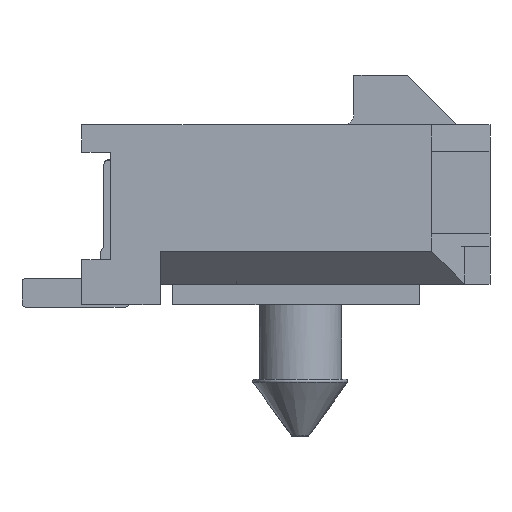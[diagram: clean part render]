
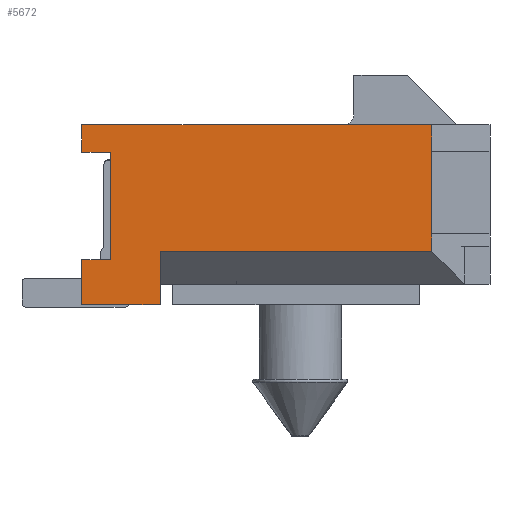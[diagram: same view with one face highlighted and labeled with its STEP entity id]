
A CAD part, left-side view. The second image highlights one B-rep face of the part: STEP entity #5672.
In plain terms, the highlighted planar face has unit normal (-1, 0, 0).
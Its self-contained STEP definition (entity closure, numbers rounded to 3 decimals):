
#736=ORIENTED_EDGE('',*,*,#2305,.T.);
#737=ORIENTED_EDGE('',*,*,#2306,.T.);
#738=ORIENTED_EDGE('',*,*,#1841,.F.);
#739=ORIENTED_EDGE('',*,*,#2307,.T.);
#740=ORIENTED_EDGE('',*,*,#2308,.F.);
#741=ORIENTED_EDGE('',*,*,#2309,.F.);
#742=ORIENTED_EDGE('',*,*,#2310,.F.);
#743=ORIENTED_EDGE('',*,*,#1962,.T.);
#744=ORIENTED_EDGE('',*,*,#2311,.T.);
#745=ORIENTED_EDGE('',*,*,#2312,.T.);
#746=ORIENTED_EDGE('',*,*,#2313,.T.);
#747=ORIENTED_EDGE('',*,*,#2314,.T.);
#1841=EDGE_CURVE('',#2671,#2672,#3199,.T.);
#1962=EDGE_CURVE('',#2790,#2789,#3320,.T.);
#2305=EDGE_CURVE('',#3045,#3046,#3663,.T.);
#2306=EDGE_CURVE('',#3046,#2672,#3664,.T.);
#2307=EDGE_CURVE('',#2671,#3047,#3665,.T.);
#2308=EDGE_CURVE('',#3048,#3047,#3666,.T.);
#2309=EDGE_CURVE('',#3049,#3048,#3667,.T.);
#2310=EDGE_CURVE('',#2790,#3049,#3668,.T.);
#2311=EDGE_CURVE('',#2789,#3050,#3669,.T.);
#2312=EDGE_CURVE('',#3050,#3051,#3670,.T.);
#2313=EDGE_CURVE('',#3051,#3052,#3671,.T.);
#2314=EDGE_CURVE('',#3052,#3045,#3672,.T.);
#2671=VERTEX_POINT('',#7811);
#2672=VERTEX_POINT('',#7813);
#2789=VERTEX_POINT('',#8067);
#2790=VERTEX_POINT('',#8069);
#3045=VERTEX_POINT('',#8731);
#3046=VERTEX_POINT('',#8732);
#3047=VERTEX_POINT('',#8735);
#3048=VERTEX_POINT('',#8737);
#3049=VERTEX_POINT('',#8739);
#3050=VERTEX_POINT('',#8742);
#3051=VERTEX_POINT('',#8744);
#3052=VERTEX_POINT('',#8746);
#3199=LINE('',#7812,#3959);
#3320=LINE('',#8068,#4080);
#3663=LINE('',#8730,#4423);
#3664=LINE('',#8733,#4424);
#3665=LINE('',#8734,#4425);
#3666=LINE('',#8736,#4426);
#3667=LINE('',#8738,#4427);
#3668=LINE('',#8740,#4428);
#3669=LINE('',#8741,#4429);
#3670=LINE('',#8743,#4430);
#3671=LINE('',#8745,#4431);
#3672=LINE('',#8747,#4432);
#3959=VECTOR('',#6312,1000.);
#4080=VECTOR('',#6467,1000.);
#4423=VECTOR('',#6938,1000.);
#4424=VECTOR('',#6939,1000.);
#4425=VECTOR('',#6940,1000.);
#4426=VECTOR('',#6941,1000.);
#4427=VECTOR('',#6942,1000.);
#4428=VECTOR('',#6943,1000.);
#4429=VECTOR('',#6944,1000.);
#4430=VECTOR('',#6945,1000.);
#4431=VECTOR('',#6946,1000.);
#4432=VECTOR('',#6947,1000.);
#4796=EDGE_LOOP('',(#736,#737,#738,#739,#740,#741,#742,#743,#744,#745,#746,
#747));
#5110=FACE_BOUND('',#4796,.T.);
#5409=PLANE('',#6000);
#5672=ADVANCED_FACE('',(#5110),#5409,.T.);
#6000=AXIS2_PLACEMENT_3D('',#8729,#6936,#6937);
#6312=DIRECTION('',(0.,0.,-1.));
#6467=DIRECTION('',(0.,1.,0.));
#6936=DIRECTION('',(-1.,0.,0.));
#6937=DIRECTION('',(0.,0.,1.));
#6938=DIRECTION('',(0.,0.,-1.));
#6939=DIRECTION('',(0.,-1.,0.));
#6940=DIRECTION('',(0.,-1.,0.));
#6941=DIRECTION('',(0.,0.,-1.));
#6942=DIRECTION('',(0.,0.,-1.));
#6943=DIRECTION('',(0.,0.,-1.));
#6944=DIRECTION('',(0.,0.,-1.));
#6945=DIRECTION('',(0.,-1.,0.));
#6946=DIRECTION('',(0.,0.,-1.));
#6947=DIRECTION('',(0.,1.,0.));
#7811=CARTESIAN_POINT('',(-10.825,3.05,-0.885));
#7812=CARTESIAN_POINT('',(-10.825,3.05,-1.685));
#7813=CARTESIAN_POINT('',(-10.825,3.05,-2.185));
#8067=CARTESIAN_POINT('',(-10.825,4.95,2.185));
#8068=CARTESIAN_POINT('',(-10.825,-4.95,2.185));
#8069=CARTESIAN_POINT('',(-10.825,-3.536,2.185));
#8729=CARTESIAN_POINT('',(-10.825,0.,0.));
#8730=CARTESIAN_POINT('',(-10.825,4.95,2.185));
#8731=CARTESIAN_POINT('',(-10.825,4.95,-1.085));
#8732=CARTESIAN_POINT('',(-10.825,4.95,-2.185));
#8733=CARTESIAN_POINT('',(-10.825,4.95,-2.185));
#8734=CARTESIAN_POINT('',(-10.825,0.,-0.885));
#8735=CARTESIAN_POINT('',(-10.825,-3.536,-0.885));
#8736=CARTESIAN_POINT('',(-10.825,-3.536,0.));
#8737=CARTESIAN_POINT('',(-10.825,-3.536,-0.465));
#8738=CARTESIAN_POINT('',(-10.825,-3.536,1.535));
#8739=CARTESIAN_POINT('',(-10.825,-3.536,1.535));
#8740=CARTESIAN_POINT('',(-10.825,-3.536,0.));
#8741=CARTESIAN_POINT('',(-10.825,4.95,2.185));
#8742=CARTESIAN_POINT('',(-10.825,4.95,1.515));
#8743=CARTESIAN_POINT('',(-10.825,0.,1.515));
#8744=CARTESIAN_POINT('',(-10.825,4.25,1.515));
#8745=CARTESIAN_POINT('',(-10.825,4.25,0.));
#8746=CARTESIAN_POINT('',(-10.825,4.25,-1.085));
#8747=CARTESIAN_POINT('',(-10.825,0.,-1.085));
